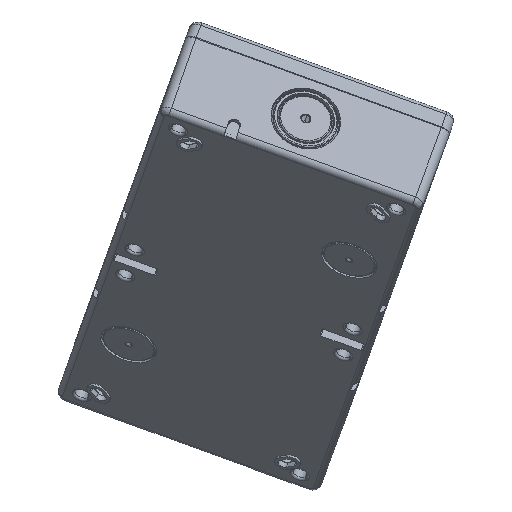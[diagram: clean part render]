
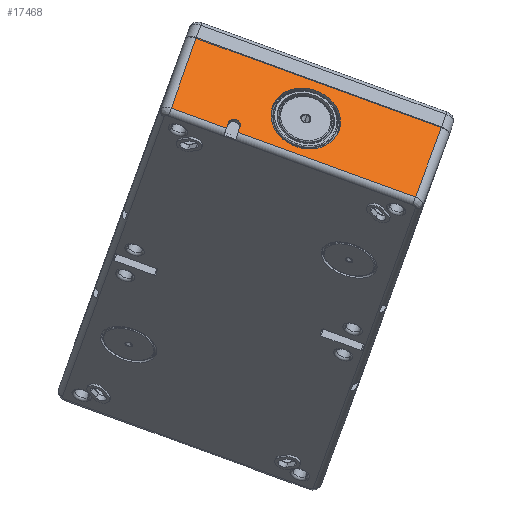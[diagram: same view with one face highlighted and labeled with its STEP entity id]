
A CAD part, left-side view. The second image highlights one B-rep face of the part: STEP entity #17468.
In plain terms, the highlighted face is planar.
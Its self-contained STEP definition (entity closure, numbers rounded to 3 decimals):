
#14694=CARTESIAN_POINT('Line Origine',(115.15,0.,37.8)) ;
#14698=CARTESIAN_POINT('Vertex',(115.15,53.5,37.8)) ;
#14700=CARTESIAN_POINT('Vertex',(115.15,-53.5,37.8)) ;
#17359=CARTESIAN_POINT('Axis2P3D Location',(115.15,0.,37.8)) ;
#17365=CARTESIAN_POINT('Control Point',(114.831,-53.181,1.278)) ;
#17366=CARTESIAN_POINT('Control Point',(115.15,-53.5,37.8)) ;
#17367=CARTESIAN_POINT('Vertex',(114.831,-53.181,1.278)) ;
#17370=CARTESIAN_POINT('Line Origine',(114.831,0.,1.278)) ;
#17374=CARTESIAN_POINT('Vertex',(114.831,-29.153,1.278)) ;
#17378=CARTESIAN_POINT('Control Point',(114.831,-29.153,1.278)) ;
#17379=CARTESIAN_POINT('Control Point',(114.858,-29.1,4.344)) ;
#17380=CARTESIAN_POINT('Vertex',(114.858,-29.1,4.344)) ;
#17384=CARTESIAN_POINT('Control Point',(114.858,-24.1,4.344)) ;
#17385=CARTESIAN_POINT('Control Point',(114.861,-24.106,4.656)) ;
#17386=CARTESIAN_POINT('Control Point',(114.863,-24.16,4.968)) ;
#17387=CARTESIAN_POINT('Control Point',(114.866,-24.263,5.268)) ;
#17388=CARTESIAN_POINT('Control Point',(114.873,-24.687,6.067)) ;
#17389=CARTESIAN_POINT('Control Point',(114.878,-25.429,6.627)) ;
#17390=CARTESIAN_POINT('Control Point',(114.88,-26.008,6.836)) ;
#17391=CARTESIAN_POINT('Control Point',(114.88,-27.299,6.901)) ;
#17392=CARTESIAN_POINT('Control Point',(114.874,-28.411,6.216)) ;
#17393=CARTESIAN_POINT('Control Point',(114.87,-28.859,5.66)) ;
#17394=CARTESIAN_POINT('Control Point',(114.864,-29.088,5.004)) ;
#17395=CARTESIAN_POINT('Control Point',(114.858,-29.1,4.344)) ;
#17396=CARTESIAN_POINT('Vertex',(114.858,-24.1,4.344)) ;
#17400=CARTESIAN_POINT('Control Point',(114.858,-24.1,4.344)) ;
#17401=CARTESIAN_POINT('Control Point',(114.831,-24.047,1.278)) ;
#17402=CARTESIAN_POINT('Vertex',(114.831,-24.047,1.278)) ;
#17405=CARTESIAN_POINT('Line Origine',(114.831,0.,1.278)) ;
#17409=CARTESIAN_POINT('Vertex',(114.831,53.181,1.278)) ;
#17413=CARTESIAN_POINT('Control Point',(114.831,53.181,1.278)) ;
#17414=CARTESIAN_POINT('Control Point',(115.15,53.5,37.8)) ;
#17427=CARTESIAN_POINT('Control Point',(115.112,0.,33.5)) ;
#17428=CARTESIAN_POINT('Control Point',(115.112,-2.49,33.5)) ;
#17429=CARTESIAN_POINT('Control Point',(115.108,-4.981,32.965)) ;
#17430=CARTESIAN_POINT('Control Point',(115.098,-7.318,31.895)) ;
#17431=CARTESIAN_POINT('Control Point',(115.077,-10.569,29.438)) ;
#17432=CARTESIAN_POINT('Control Point',(115.048,-12.784,26.086)) ;
#17433=CARTESIAN_POINT('Control Point',(115.036,-13.447,24.729)) ;
#17434=CARTESIAN_POINT('Control Point',(114.999,-14.89,20.445)) ;
#17435=CARTESIAN_POINT('Control Point',(114.958,-14.634,15.823)) ;
#17436=CARTESIAN_POINT('Control Point',(114.932,-13.654,12.851)) ;
#17437=CARTESIAN_POINT('Control Point',(114.894,-10.746,8.428)) ;
#17438=CARTESIAN_POINT('Control Point',(114.87,-6.316,5.682)) ;
#17439=CARTESIAN_POINT('Control Point',(114.863,-4.275,4.894)) ;
#17440=CARTESIAN_POINT('Control Point',(114.859,-2.138,4.5)) ;
#17441=CARTESIAN_POINT('Control Point',(114.859,0.,4.5)) ;
#17442=CARTESIAN_POINT('Vertex',(115.112,0.,33.5)) ;
#17444=CARTESIAN_POINT('Vertex',(114.859,0.,4.5)) ;
#17448=CARTESIAN_POINT('Control Point',(115.112,0.,33.5)) ;
#17449=CARTESIAN_POINT('Control Point',(115.112,2.49,33.5)) ;
#17450=CARTESIAN_POINT('Control Point',(115.108,4.981,32.965)) ;
#17451=CARTESIAN_POINT('Control Point',(115.098,7.318,31.895)) ;
#17452=CARTESIAN_POINT('Control Point',(115.077,10.569,29.438)) ;
#17453=CARTESIAN_POINT('Control Point',(115.048,12.784,26.086)) ;
#17454=CARTESIAN_POINT('Control Point',(115.036,13.447,24.729)) ;
#17455=CARTESIAN_POINT('Control Point',(114.999,14.89,20.445)) ;
#17456=CARTESIAN_POINT('Control Point',(114.958,14.634,15.823)) ;
#17457=CARTESIAN_POINT('Control Point',(114.932,13.654,12.851)) ;
#17458=CARTESIAN_POINT('Control Point',(114.894,10.746,8.428)) ;
#17459=CARTESIAN_POINT('Control Point',(114.87,6.316,5.682)) ;
#17460=CARTESIAN_POINT('Control Point',(114.863,4.275,4.894)) ;
#17461=CARTESIAN_POINT('Control Point',(114.859,2.138,4.5)) ;
#17462=CARTESIAN_POINT('Control Point',(114.859,0.,4.5)) ;
#14695=DIRECTION('Vector Direction',(0.,-1.,0.)) ;
#17360=DIRECTION('Axis2P3D Direction',(-1.,0.,0.009)) ;
#17361=DIRECTION('Axis2P3D XDirection',(0.,-1.,0.)) ;
#17371=DIRECTION('Vector Direction',(0.,-1.,0.)) ;
#17406=DIRECTION('Vector Direction',(0.,-1.,0.)) ;
#17362=AXIS2_PLACEMENT_3D('Plane Axis2P3D',#17359,#17360,#17361) ;
#17417=ORIENTED_EDGE('',*,*,#14702,.T.) ;
#17418=ORIENTED_EDGE('',*,*,#17369,.T.) ;
#17419=ORIENTED_EDGE('',*,*,#17376,.F.) ;
#17420=ORIENTED_EDGE('',*,*,#17382,.T.) ;
#17421=ORIENTED_EDGE('',*,*,#17398,.F.) ;
#17422=ORIENTED_EDGE('',*,*,#17404,.T.) ;
#17423=ORIENTED_EDGE('',*,*,#17411,.F.) ;
#17424=ORIENTED_EDGE('',*,*,#17415,.F.) ;
#17465=ORIENTED_EDGE('',*,*,#17446,.F.) ;
#17466=ORIENTED_EDGE('',*,*,#17463,.T.) ;
#17467=FACE_BOUND('',#17464,.T.) ;
#14696=VECTOR('Line Direction',#14695,1.) ;
#17372=VECTOR('Line Direction',#17371,1.) ;
#17407=VECTOR('Line Direction',#17406,1.) ;
#17468=ADVANCED_FACE('base',(#17425,#17467),#17363,.F.) ;
#17364=B_SPLINE_CURVE_WITH_KNOTS('',1,(#17365,#17366),.UNSPECIFIED.,.F.,.U.,(2,2),(-22.023,14.501),.UNSPECIFIED.) ;
#17377=B_SPLINE_CURVE_WITH_KNOTS('',1,(#17378,#17379),.UNSPECIFIED.,.F.,.U.,(2,2),(-0.294,2.772),.UNSPECIFIED.) ;
#17383=B_SPLINE_CURVE_WITH_KNOTS('',5,(#17384,#17385,#17386,#17387,#17388,#17389,#17390,#17391,#17392,#17393,#17394,#17395),.UNSPECIFIED.,.F.,.U.,(6,3,3,6),(0.,2.21,6.315,10.984),.UNSPECIFIED.) ;
#17399=B_SPLINE_CURVE_WITH_KNOTS('',1,(#17400,#17401),.UNSPECIFIED.,.F.,.U.,(2,2),(-2.772,0.294),.UNSPECIFIED.) ;
#17412=B_SPLINE_CURVE_WITH_KNOTS('',1,(#17413,#17414),.UNSPECIFIED.,.F.,.U.,(2,2),(-22.023,14.501),.UNSPECIFIED.) ;
#17426=B_SPLINE_CURVE_WITH_KNOTS('',5,(#17427,#17428,#17429,#17430,#17431,#17432,#17433,#17434,#17435,#17436,#17437,#17438,#17439,#17440,#17441),.UNSPECIFIED.,.F.,.U.,(6,3,3,3,6),(0.,21.566,34.508,60.39,78.902),.UNSPECIFIED.) ;
#17447=B_SPLINE_CURVE_WITH_KNOTS('',5,(#17448,#17449,#17450,#17451,#17452,#17453,#17454,#17455,#17456,#17457,#17458,#17459,#17460,#17461,#17462),.UNSPECIFIED.,.F.,.U.,(6,3,3,3,6),(0.,21.566,34.508,60.39,78.902),.UNSPECIFIED.) ;
#14702=EDGE_CURVE('',#14699,#14701,#14697,.T.) ;
#17369=EDGE_CURVE('',#14701,#17368,#17364,.F.) ;
#17376=EDGE_CURVE('',#17375,#17368,#17373,.T.) ;
#17382=EDGE_CURVE('',#17375,#17381,#17377,.T.) ;
#17398=EDGE_CURVE('',#17397,#17381,#17383,.T.) ;
#17404=EDGE_CURVE('',#17397,#17403,#17399,.T.) ;
#17411=EDGE_CURVE('',#17410,#17403,#17408,.T.) ;
#17415=EDGE_CURVE('',#14699,#17410,#17412,.F.) ;
#17446=EDGE_CURVE('',#17443,#17445,#17426,.T.) ;
#17463=EDGE_CURVE('',#17443,#17445,#17447,.T.) ;
#17416=EDGE_LOOP('',(#17417,#17418,#17419,#17420,#17421,#17422,#17423,#17424)) ;
#17464=EDGE_LOOP('',(#17465,#17466)) ;
#17425=FACE_OUTER_BOUND('',#17416,.T.) ;
#14697=LINE('Line',#14694,#14696) ;
#17373=LINE('Line',#17370,#17372) ;
#17408=LINE('Line',#17405,#17407) ;
#17363=PLANE('',#17362) ;
#14699=VERTEX_POINT('',#14698) ;
#14701=VERTEX_POINT('',#14700) ;
#17368=VERTEX_POINT('',#17367) ;
#17375=VERTEX_POINT('',#17374) ;
#17381=VERTEX_POINT('',#17380) ;
#17397=VERTEX_POINT('',#17396) ;
#17403=VERTEX_POINT('',#17402) ;
#17410=VERTEX_POINT('',#17409) ;
#17443=VERTEX_POINT('',#17442) ;
#17445=VERTEX_POINT('',#17444) ;
